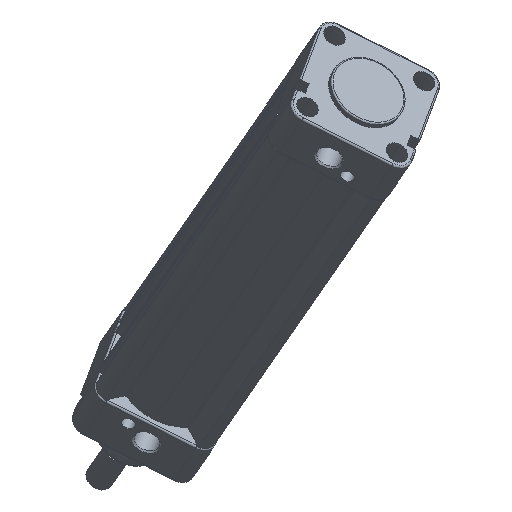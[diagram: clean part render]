
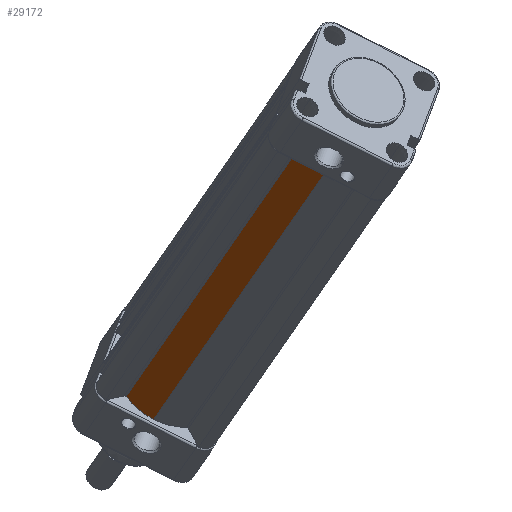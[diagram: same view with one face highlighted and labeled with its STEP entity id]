
A CAD part, isometric view. The second image highlights one B-rep face of the part: STEP entity #29172.
In plain terms, the highlighted cylindrical face has radius 34 mm (diameter 68 mm), a partial arc.
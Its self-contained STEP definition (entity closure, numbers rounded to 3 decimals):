
#1714 = VECTOR ( 'NONE', #26154, 1000. ) ;
#4542 = EDGE_CURVE ( 'NONE', #18559, #30660, #5619, .T. ) ;
#5175 = ORIENTED_EDGE ( 'NONE', *, *, #19987, .F. ) ;
#5619 = CIRCLE ( 'NONE', #12686, 34. ) ;
#7667 = LINE ( 'NONE', #18427, #1714 ) ;
#8725 = EDGE_CURVE ( 'NONE', #20494, #15855, #23730, .T. ) ;
#9168 = VECTOR ( 'NONE', #19747, 1000. ) ;
#10952 = CARTESIAN_POINT ( 'NONE',  ( 249.903, 88.477, 264.335 ) ) ;
#12359 = ORIENTED_EDGE ( 'NONE', *, *, #8725, .T. ) ;
#12667 = CARTESIAN_POINT ( 'NONE',  ( 249.903, 88.477, 264.335 ) ) ;
#12686 = AXIS2_PLACEMENT_3D ( 'NONE', #12667, #14902, #30991 ) ;
#13005 = CARTESIAN_POINT ( 'NONE',  ( 199.648, 208.577, 45.908 ) ) ;
#13019 = CARTESIAN_POINT ( 'NONE',  ( 204.421, 191.811, 36.49 ) ) ;
#13232 = DIRECTION ( 'NONE',  ( 0.065, -0.475, 0.878 ) ) ;
#14377 = AXIS2_PLACEMENT_3D ( 'NONE', #10952, #31783, #18470 ) ;
#14453 = LINE ( 'NONE', #17845, #9168 ) ;
#14902 = DIRECTION ( 'NONE',  ( 0.065, -0.475, 0.878 ) ) ;
#15855 = VERTEX_POINT ( 'NONE', #13019 ) ;
#16146 = EDGE_CURVE ( 'NONE', #18559, #20494, #7667, .T. ) ;
#16992 = CYLINDRICAL_SURFACE ( 'NONE', #14377, 34. ) ;
#17391 = CARTESIAN_POINT ( 'NONE',  ( 233.531, 208.076, 43.13 ) ) ;
#17845 = CARTESIAN_POINT ( 'NONE',  ( 220.793, 72.212, 257.696 ) ) ;
#18427 = CARTESIAN_POINT ( 'NONE',  ( 216.02, 88.977, 267.114 ) ) ;
#18470 = DIRECTION ( 'NONE',  ( -0.856, -0.478, -0.195 ) ) ;
#18559 = VERTEX_POINT ( 'NONE', #28034 ) ;
#19747 = DIRECTION ( 'NONE',  ( -0.065, 0.475, -0.878 ) ) ;
#19987 = EDGE_CURVE ( 'NONE', #30660, #15855, #14453, .T. ) ;
#20362 = EDGE_LOOP ( 'NONE', ( #5175, #30747, #32771, #12359 ) ) ;
#20472 = DIRECTION ( 'NONE',  ( -0.856, -0.478, -0.195 ) ) ;
#20494 = VERTEX_POINT ( 'NONE', #13005 ) ;
#21525 = AXIS2_PLACEMENT_3D ( 'NONE', #17391, #13232, #20472 ) ;
#21949 = CARTESIAN_POINT ( 'NONE',  ( 220.793, 72.212, 257.696 ) ) ;
#22317 = FACE_OUTER_BOUND ( 'NONE', #20362, .T. ) ;
#23730 = CIRCLE ( 'NONE', #21525, 34. ) ;
#26154 = DIRECTION ( 'NONE',  ( -0.065, 0.475, -0.878 ) ) ;
#28034 = CARTESIAN_POINT ( 'NONE',  ( 216.02, 88.977, 267.114 ) ) ;
#29172 = ADVANCED_FACE ( 'NONE', ( #22317 ), #16992, .T. ) ;
#30660 = VERTEX_POINT ( 'NONE', #21949 ) ;
#30747 = ORIENTED_EDGE ( 'NONE', *, *, #4542, .F. ) ;
#30991 = DIRECTION ( 'NONE',  ( -0.856, -0.478, -0.195 ) ) ;
#31783 = DIRECTION ( 'NONE',  ( -0.065, 0.475, -0.878 ) ) ;
#32771 = ORIENTED_EDGE ( 'NONE', *, *, #16146, .T. ) ;
